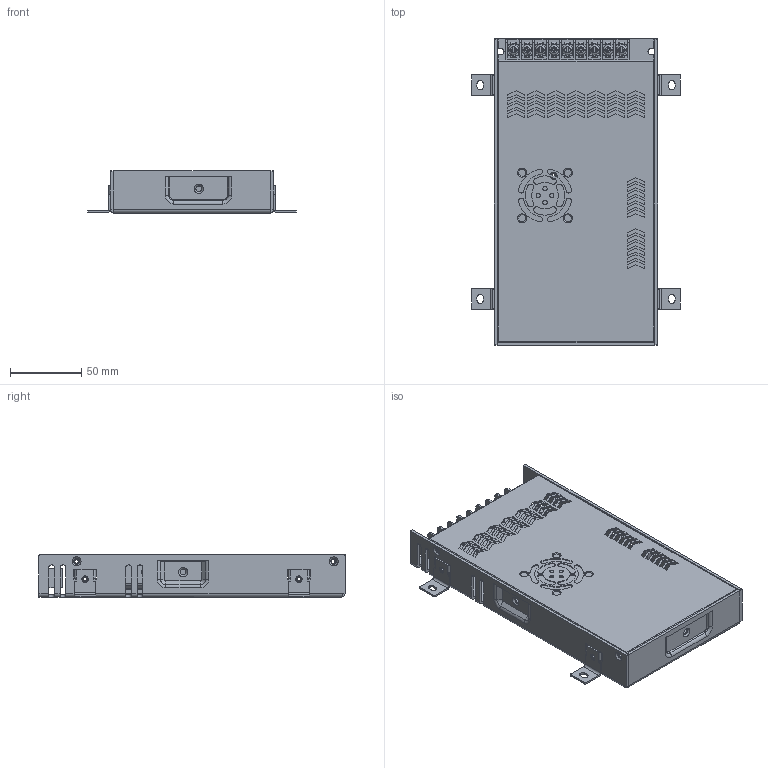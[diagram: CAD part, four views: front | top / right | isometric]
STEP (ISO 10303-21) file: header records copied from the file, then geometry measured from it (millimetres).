
FILE_DESCRIPTION(/* description */ (''),/* implementation_level */ '2;1');
FILE_NAME(/* name */ 'MPT400-R.stp',/* time_stamp */ '2023-09-11T14:45:46+08:00',/* author */ (''),/* organization */ (''),/* preprocessor_version */ 'ST-DEVELOPER v19.3',/* originating_system */ 'SIEMENS PLM Software NX2212.3001',/* authorisation */ '');
FILE_SCHEMA (('AUTOMOTIVE_DESIGN { 1 0 10303 214 3 1 1 1 }'));
Products named in the file (6): C01M1DYPJ100020; HB-950-9.5-5P-1K_stp; 铆钉M3D5L5; A04WJJSK0000111; A04WJJSK0000067; MPT400-R
Assembly tree (12 placements, depth 2):
  MPT400-R
    A04WJJSK0000067
    A04WJJSK0000111
    铆钉M3D5L5  x5
    HB-950-9.5-5P-1K_stp
    C01M1DYPJ100020  x4
Bounding box: 146.5 x 215 x 29.5 mm (x, y, z)
Volume: 102223.7 mm3; surface area: 147139.4 mm2
Topology: 14 solids, 14 shells, 1919 faces, 6058 edges, 4199 vertices
Faces by surface type: plane 1350, cylinder 454, torus 62, cone 51, bspline 2
Full cylindrical faces by diameter (mm): 2.5 x13, 3 x4, 3.3 x6, 3.5 x4, 4 x10, 4.6 x4, 4.632 x1, 4.8 x7, 5 x5, 5.3 x4, 5.4 x4, 6.8 x1
Entity records: 64595 total; most frequent: CARTESIAN_POINT 16231, ORIENTED_EDGE 11020, DIRECTION 8674, EDGE_CURVE 5510, VERTEX_POINT 3881, AXIS2_PLACEMENT_3D 2898, LINE 2878, VECTOR 2878
